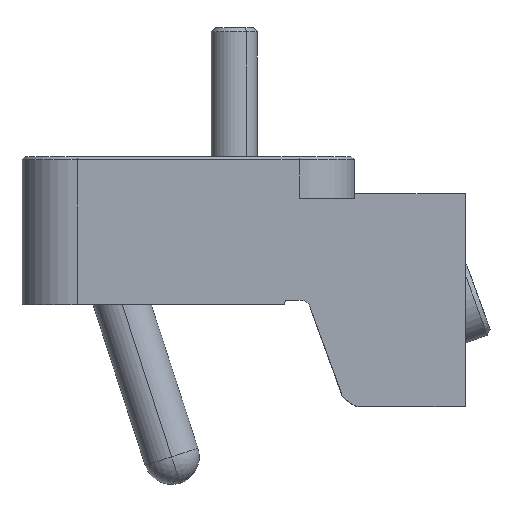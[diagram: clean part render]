
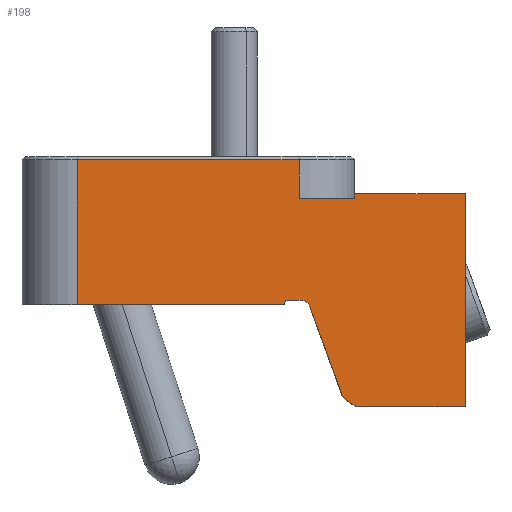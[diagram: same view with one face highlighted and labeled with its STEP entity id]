
A CAD part, top view. The second image highlights one B-rep face of the part: STEP entity #198.
In plain terms, the highlighted face is planar.
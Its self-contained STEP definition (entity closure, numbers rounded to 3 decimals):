
#67 = EDGE_CURVE ( 'NONE', #3185, #3136, #4162, .T. ) ;
#82 = EDGE_CURVE ( 'NONE', #3147, #3105, #554, .T. ) ;
#83 = EDGE_CURVE ( 'NONE', #3090, #3147, #577, .T. ) ;
#111 = EDGE_CURVE ( 'NONE', #3126, #3177, #651, .T. ) ;
#116 = EDGE_CURVE ( 'NONE', #3177, #3090, #2972, .T. ) ;
#124 = EDGE_CURVE ( 'NONE', #3136, #3105, #697, .T. ) ;
#125 = EDGE_CURVE ( 'NONE', #3066, #3146, #477, .T. ) ;
#128 = EDGE_CURVE ( 'NONE', #3066, #3185, #510, .T. ) ;
#135 = EDGE_CURVE ( 'NONE', #3065, #3069, #472, .T. ) ;
#136 = EDGE_CURVE ( 'NONE', #3146, #3107, #486, .T. ) ;
#139 = EDGE_CURVE ( 'NONE', #3087, #3067, #524, .T. ) ;
#140 = EDGE_CURVE ( 'NONE', #3088, #3126, #3001, .T. ) ;
#151 = EDGE_CURVE ( 'NONE', #3179, #3065, #3025, .T. ) ;
#155 = EDGE_CURVE ( 'NONE', #3087, #3107, #1065, .T. ) ;
#159 = EDGE_CURVE ( 'NONE', #3069, #3117, #3006, .T. ) ;
#182 = EDGE_CURVE ( 'NONE', #3081, #3179, #1164, .T. ) ;
#185 = EDGE_CURVE ( 'NONE', #3117, #3088, #1161, .T. ) ;
#186 = EDGE_CURVE ( 'NONE', #3067, #3081, #2589, .T. ) ;
#198 = ADVANCED_FACE ( 'NONE', ( #1187 ), #1176, .T. ) ;
#469 = DIRECTION ( 'NONE',  ( 0., 0., -1. ) ) ;
#472 = LINE ( 'NONE', #481, #3047 ) ;
#474 = DIRECTION ( 'NONE',  ( 1., 0., 0. ) ) ;
#477 = LINE ( 'NONE', #484, #3002 ) ;
#481 = CARTESIAN_POINT ( 'NONE',  ( 28.676, 20., -0.5 ) ) ;
#483 = CARTESIAN_POINT ( 'NONE',  ( -16.588, 20., -11.5 ) ) ;
#484 = CARTESIAN_POINT ( 'NONE',  ( 30., 20., -11.5 ) ) ;
#486 = LINE ( 'NONE', #489, #3036 ) ;
#489 = CARTESIAN_POINT ( 'NONE',  ( 6., 20., -15.7 ) ) ;
#491 = DIRECTION ( 'NONE',  ( -1., 0., 0. ) ) ;
#500 = DIRECTION ( 'NONE',  ( 1., 0., 0. ) ) ;
#504 = DIRECTION ( 'NONE',  ( 1., 0., 0. ) ) ;
#510 = LINE ( 'NONE', #483, #3012 ) ;
#523 = CARTESIAN_POINT ( 'NONE',  ( 35.59, 20., 9.422 ) ) ;
#524 = LINE ( 'NONE', #539, #3014 ) ;
#529 = DIRECTION ( 'NONE',  ( 1., 0., 0. ) ) ;
#539 = CARTESIAN_POINT ( 'NONE',  ( 0., 20., 0. ) ) ;
#541 = DIRECTION ( 'NONE',  ( 0., 0., 1. ) ) ;
#542 = DIRECTION ( 'NONE',  ( 0., 1., 0. ) ) ;
#554 = LINE ( 'NONE', #555, #2967 ) ;
#555 = CARTESIAN_POINT ( 'NONE',  ( 48., 20., 11. ) ) ;
#556 = DIRECTION ( 'NONE',  ( 1., 0., 0. ) ) ;
#574 = CARTESIAN_POINT ( 'NONE',  ( 48., 20., 11. ) ) ;
#577 = LINE ( 'NONE', #574, #2942 ) ;
#593 = DIRECTION ( 'NONE',  ( 0., 0., -1. ) ) ;
#651 = LINE ( 'NONE', #669, #2984 ) ;
#654 = DIRECTION ( 'NONE',  ( 0.819, 0., 0.574 ) ) ;
#659 = CARTESIAN_POINT ( 'NONE',  ( 36.415, 20., 10. ) ) ;
#663 = DIRECTION ( 'NONE',  ( 0., 1., 0. ) ) ;
#666 = DIRECTION ( 'NONE',  ( 0., 0., 1. ) ) ;
#669 = CARTESIAN_POINT ( 'NONE',  ( 27.217, 20., 4.78 ) ) ;
#690 = CARTESIAN_POINT ( 'NONE',  ( -16.588, 20., -12. ) ) ;
#697 = LINE ( 'NONE', #690, #3044 ) ;
#1037 = CARTESIAN_POINT ( 'NONE',  ( 6., 20., 11. ) ) ;
#1038 = DIRECTION ( 'NONE',  ( 0., -1., 0. ) ) ;
#1040 = DIRECTION ( 'NONE',  ( 0., 0., 1. ) ) ;
#1044 = DIRECTION ( 'NONE',  ( 0., -1., 0. ) ) ;
#1045 = DIRECTION ( 'NONE',  ( 0., 0., -1. ) ) ;
#1051 = CARTESIAN_POINT ( 'NONE',  ( 28.676, 20., -0.3 ) ) ;
#1055 = CARTESIAN_POINT ( 'NONE',  ( 30.214, 20., 0.5 ) ) ;
#1059 = DIRECTION ( 'NONE',  ( 0., 0., 1. ) ) ;
#1065 = LINE ( 'NONE', #1037, #3008 ) ;
#1125 = CARTESIAN_POINT ( 'NONE',  ( 28.402, 20., -0.132 ) ) ;
#1133 = CARTESIAN_POINT ( 'NONE',  ( 31.154, 20., 0.158 ) ) ;
#1135 = DIRECTION ( 'NONE',  ( 0.342, 0., 0.94 ) ) ;
#1137 = DIRECTION ( 'NONE',  ( 0.342, 0., -0.94 ) ) ;
#1139 = DIRECTION ( 'NONE',  ( 0., 0., 1. ) ) ;
#1152 = CARTESIAN_POINT ( 'NONE',  ( 28.214, 20., -0.2 ) ) ;
#1161 = LINE ( 'NONE', #1133, #2581 ) ;
#1162 = DIRECTION ( 'NONE',  ( 0., 1., 0. ) ) ;
#1164 = LINE ( 'NONE', #1125, #2588 ) ;
#1168 = DIRECTION ( 'NONE',  ( 0., 0., 1. ) ) ;
#1176 = PLANE ( 'NONE',  #2542 ) ;
#1187 = FACE_OUTER_BOUND ( 'NONE', #3220, .T. ) ;
#1190 = DIRECTION ( 'NONE',  ( 0., 1., 0. ) ) ;
#1193 = CARTESIAN_POINT ( 'NONE',  ( 30.214, 20., 0.5 ) ) ;
#1894 = CARTESIAN_POINT ( 'NONE',  ( 30., 20., -11.5 ) ) ;
#1932 = CARTESIAN_POINT ( 'NONE',  ( 6., 20., 0. ) ) ;
#1934 = CARTESIAN_POINT ( 'NONE',  ( 34.65, 20., 9.764 ) ) ;
#1943 = CARTESIAN_POINT ( 'NONE',  ( 36.415, 20., 11. ) ) ;
#1945 = CARTESIAN_POINT ( 'NONE',  ( 28.402, 20., -0.132 ) ) ;
#1956 = CARTESIAN_POINT ( 'NONE',  ( 28.214, 20., 0. ) ) ;
#1964 = CARTESIAN_POINT ( 'NONE',  ( 28.676, 20., -0.5 ) ) ;
#1965 = CARTESIAN_POINT ( 'NONE',  ( 30.214, 20., -0.5 ) ) ;
#1983 = CARTESIAN_POINT ( 'NONE',  ( 6., 20., -15.7 ) ) ;
#1988 = CARTESIAN_POINT ( 'NONE',  ( 31.154, 20., 0.158 ) ) ;
#1989 = CARTESIAN_POINT ( 'NONE',  ( 48., 20., -12. ) ) ;
#2139 = CARTESIAN_POINT ( 'NONE',  ( 28.488, 20., -0.368 ) ) ;
#2148 = CARTESIAN_POINT ( 'NONE',  ( 35.016, 20., 10.241 ) ) ;
#2159 = CARTESIAN_POINT ( 'NONE',  ( 36.021, 20., -11.5 ) ) ;
#2162 = CARTESIAN_POINT ( 'NONE',  ( 30., 20., -15.7 ) ) ;
#2166 = CARTESIAN_POINT ( 'NONE',  ( 36.021, 20., -12. ) ) ;
#2169 = CARTESIAN_POINT ( 'NONE',  ( 48., 20., 11. ) ) ;
#2181 = CARTESIAN_POINT ( 'NONE',  ( 35.842, 20., 10.819 ) ) ;
#2422 = ORIENTED_EDGE ( 'NONE', *, *, #185, .T. ) ;
#2428 = ORIENTED_EDGE ( 'NONE', *, *, #182, .T. ) ;
#2433 = ORIENTED_EDGE ( 'NONE', *, *, #83, .T. ) ;
#2437 = ORIENTED_EDGE ( 'NONE', *, *, #82, .T. ) ;
#2439 = ORIENTED_EDGE ( 'NONE', *, *, #139, .T. ) ;
#2443 = ORIENTED_EDGE ( 'NONE', *, *, #136, .T. ) ;
#2444 = ORIENTED_EDGE ( 'NONE', *, *, #140, .T. ) ;
#2447 = ORIENTED_EDGE ( 'NONE', *, *, #151, .T. ) ;
#2452 = ORIENTED_EDGE ( 'NONE', *, *, #67, .F. ) ;
#2456 = ORIENTED_EDGE ( 'NONE', *, *, #125, .T. ) ;
#2461 = ORIENTED_EDGE ( 'NONE', *, *, #124, .F. ) ;
#2473 = ORIENTED_EDGE ( 'NONE', *, *, #155, .F. ) ;
#2475 = ORIENTED_EDGE ( 'NONE', *, *, #186, .T. ) ;
#2479 = ORIENTED_EDGE ( 'NONE', *, *, #135, .T. ) ;
#2500 = ORIENTED_EDGE ( 'NONE', *, *, #116, .T. ) ;
#2512 = ORIENTED_EDGE ( 'NONE', *, *, #159, .T. ) ;
#2513 = ORIENTED_EDGE ( 'NONE', *, *, #111, .T. ) ;
#2514 = ORIENTED_EDGE ( 'NONE', *, *, #128, .F. ) ;
#2542 = AXIS2_PLACEMENT_3D ( 'NONE', #1193, #1190, #1168 ) ;
#2556 = AXIS2_PLACEMENT_3D ( 'NONE', #1152, #1162, #1139 ) ;
#2581 = VECTOR ( 'NONE', #1135, 1000. ) ;
#2588 = VECTOR ( 'NONE', #1137, 1000. ) ;
#2589 = CIRCLE ( 'NONE', #2556, 0.2 ) ;
#2915 = VECTOR ( 'NONE', #4159, 1000. ) ;
#2942 = VECTOR ( 'NONE', #556, 1000. ) ;
#2962 = AXIS2_PLACEMENT_3D ( 'NONE', #659, #663, #666 ) ;
#2967 = VECTOR ( 'NONE', #593, 1000. ) ;
#2972 = CIRCLE ( 'NONE', #2962, 1. ) ;
#2984 = VECTOR ( 'NONE', #654, 1000. ) ;
#3001 = CIRCLE ( 'NONE', #3013, 1. ) ;
#3002 = VECTOR ( 'NONE', #469, 1000. ) ;
#3006 = CIRCLE ( 'NONE', #3020, 1. ) ;
#3008 = VECTOR ( 'NONE', #1045, 1000. ) ;
#3012 = VECTOR ( 'NONE', #500, 1000. ) ;
#3013 = AXIS2_PLACEMENT_3D ( 'NONE', #523, #542, #541 ) ;
#3014 = VECTOR ( 'NONE', #529, 1000. ) ;
#3020 = AXIS2_PLACEMENT_3D ( 'NONE', #1055, #1038, #1040 ) ;
#3025 = CIRCLE ( 'NONE', #3050, 0.2 ) ;
#3036 = VECTOR ( 'NONE', #491, 1000. ) ;
#3044 = VECTOR ( 'NONE', #504, 1000. ) ;
#3047 = VECTOR ( 'NONE', #474, 1000. ) ;
#3050 = AXIS2_PLACEMENT_3D ( 'NONE', #1051, #1044, #1059 ) ;
#3065 = VERTEX_POINT ( 'NONE', #1964 ) ;
#3066 = VERTEX_POINT ( 'NONE', #1894 ) ;
#3067 = VERTEX_POINT ( 'NONE', #1956 ) ;
#3069 = VERTEX_POINT ( 'NONE', #1965 ) ;
#3081 = VERTEX_POINT ( 'NONE', #1945 ) ;
#3087 = VERTEX_POINT ( 'NONE', #1932 ) ;
#3088 = VERTEX_POINT ( 'NONE', #1934 ) ;
#3090 = VERTEX_POINT ( 'NONE', #1943 ) ;
#3105 = VERTEX_POINT ( 'NONE', #1989 ) ;
#3107 = VERTEX_POINT ( 'NONE', #1983 ) ;
#3117 = VERTEX_POINT ( 'NONE', #1988 ) ;
#3126 = VERTEX_POINT ( 'NONE', #2148 ) ;
#3136 = VERTEX_POINT ( 'NONE', #2166 ) ;
#3146 = VERTEX_POINT ( 'NONE', #2162 ) ;
#3147 = VERTEX_POINT ( 'NONE', #2169 ) ;
#3177 = VERTEX_POINT ( 'NONE', #2181 ) ;
#3179 = VERTEX_POINT ( 'NONE', #2139 ) ;
#3185 = VERTEX_POINT ( 'NONE', #2159 ) ;
#3220 = EDGE_LOOP ( 'NONE', ( #2513, #2500, #2433, #2437, #2461, #2452, #2514, #2456, #2443, #2473, #2439, #2475, #2428, #2447, #2479, #2512, #2422, #2444 ) ) ;
#4159 = DIRECTION ( 'NONE',  ( 0., 0., -1. ) ) ;
#4162 = LINE ( 'NONE', #4164, #2915 ) ;
#4164 = CARTESIAN_POINT ( 'NONE',  ( 36.021, 20., -11.5 ) ) ;
